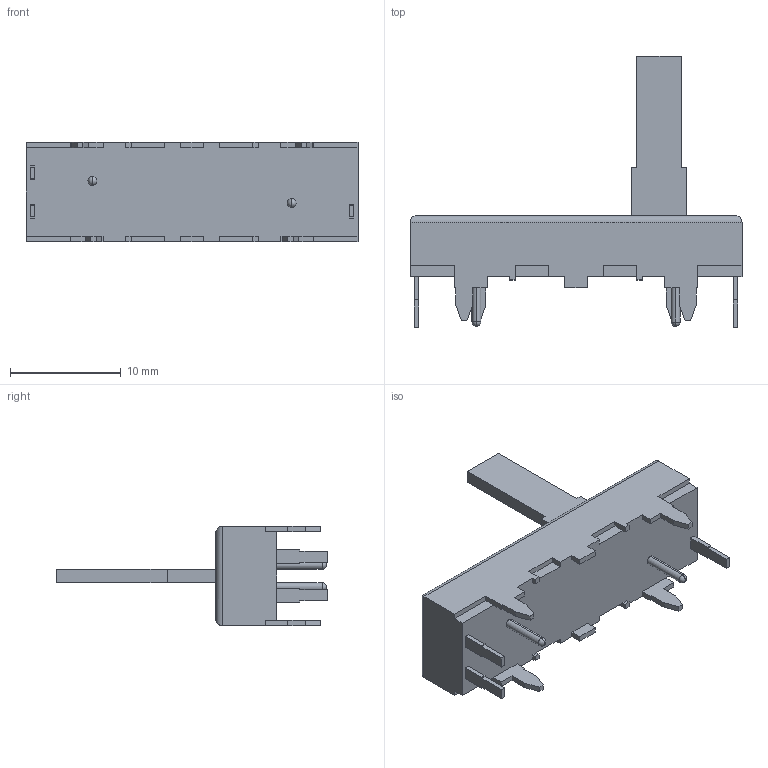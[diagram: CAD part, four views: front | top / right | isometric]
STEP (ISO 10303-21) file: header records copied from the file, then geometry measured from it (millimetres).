
FILE_DESCRIPTION (( 'STEP AP214' ), '1' );
FILE_NAME ('PS20-20MC2BR50K.STEP', '2019-09-30T15:44:15', ( '' ), ( '' ), 'SwSTEP 2.0', 'SolidWorks 2018', '' );
FILE_SCHEMA (( 'AUTOMOTIVE_DESIGN' ));
Length unit declared in the file: inch
Products named in the file (1): PS20-20MC2BR50K
Bounding box: 30 x 24.5 x 9 mm (x, y, z)
Volume: 1507.5 mm3; surface area: 1398.2 mm2
Topology: 1 solids, 1 shells, 163 faces, 448 edges, 292 vertices
Faces by surface type: plane 147, cylinder 12, sphere 4
Entity records: 5050 total; most frequent: CARTESIAN_POINT 904, ORIENTED_EDGE 880, DIRECTION 784, EDGE_CURVE 440, VECTOR 416, LINE 416, VERTEX_POINT 288, AXIS2_PLACEMENT_3D 184
